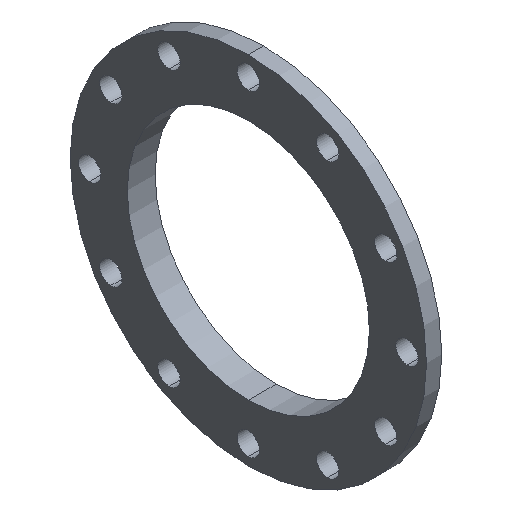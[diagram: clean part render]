
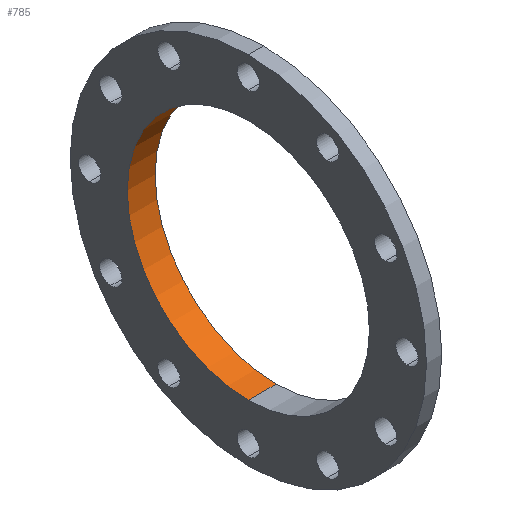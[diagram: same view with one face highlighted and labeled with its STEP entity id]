
A CAD part, isometric view. The second image highlights one B-rep face of the part: STEP entity #785.
In plain terms, the highlighted cylindrical face has radius 138.113 mm (diameter 276.225 mm), a partial arc.
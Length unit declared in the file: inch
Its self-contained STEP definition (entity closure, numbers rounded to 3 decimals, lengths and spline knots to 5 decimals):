
#81 = ORIENTED_EDGE ( 'NONE', *, *, #801, .F. ) ;
#91 = AXIS2_PLACEMENT_3D ( 'NONE', #1011, #1189, #1271 ) ;
#120 = CARTESIAN_POINT ( 'NONE',  ( 1.11236, 0., 5.4375 ) ) ;
#168 = ORIENTED_EDGE ( 'NONE', *, *, #191, .T. ) ;
#191 = EDGE_CURVE ( 'NONE', #1054, #826, #1104, .T. ) ;
#260 = EDGE_LOOP ( 'NONE', ( #1062, #81, #168, #553 ) ) ;
#287 = DIRECTION ( 'NONE',  ( -1., 0., 0. ) ) ;
#295 = CARTESIAN_POINT ( 'NONE',  ( -0.13764, 0., -5.4375 ) ) ;
#308 = CARTESIAN_POINT ( 'NONE',  ( 1.11236, 0., -5.4375 ) ) ;
#381 = CARTESIAN_POINT ( 'NONE',  ( -0.13764, 0., 0. ) ) ;
#515 = VECTOR ( 'NONE', #1249, 39.37008 ) ;
#553 = ORIENTED_EDGE ( 'NONE', *, *, #745, .T. ) ;
#589 = CIRCLE ( 'NONE', #91, 5.4375 ) ;
#596 = LINE ( 'NONE', #766, #515 ) ;
#686 = CYLINDRICAL_SURFACE ( 'NONE', #921, 5.4375 ) ;
#698 = DIRECTION ( 'NONE',  ( -1., 0., 0. ) ) ;
#745 = EDGE_CURVE ( 'NONE', #826, #777, #1181, .T. ) ;
#766 = CARTESIAN_POINT ( 'NONE',  ( 0., 0., -5.4375 ) ) ;
#777 = VERTEX_POINT ( 'NONE', #295 ) ;
#785 = ADVANCED_FACE ( 'NONE', ( #998 ), #686, .F. ) ;
#792 = AXIS2_PLACEMENT_3D ( 'NONE', #381, #287, #1064 ) ;
#801 = EDGE_CURVE ( 'NONE', #1054, #874, #589, .T. ) ;
#826 = VERTEX_POINT ( 'NONE', #1103 ) ;
#874 = VERTEX_POINT ( 'NONE', #308 ) ;
#883 = DIRECTION ( 'NONE',  ( 0., 0., 1. ) ) ;
#920 = DIRECTION ( 'NONE',  ( -1., 0., 0. ) ) ;
#921 = AXIS2_PLACEMENT_3D ( 'NONE', #1077, #698, #883 ) ;
#998 = FACE_OUTER_BOUND ( 'NONE', #260, .T. ) ;
#1007 = CARTESIAN_POINT ( 'NONE',  ( 0., 0., 5.4375 ) ) ;
#1011 = CARTESIAN_POINT ( 'NONE',  ( 1.11236, 0., 0. ) ) ;
#1054 = VERTEX_POINT ( 'NONE', #120 ) ;
#1062 = ORIENTED_EDGE ( 'NONE', *, *, #1207, .F. ) ;
#1064 = DIRECTION ( 'NONE',  ( 0., 0., 1. ) ) ;
#1077 = CARTESIAN_POINT ( 'NONE',  ( 0., 0., 0. ) ) ;
#1103 = CARTESIAN_POINT ( 'NONE',  ( -0.13764, 0., 5.4375 ) ) ;
#1104 = LINE ( 'NONE', #1007, #1106 ) ;
#1106 = VECTOR ( 'NONE', #920, 39.37008 ) ;
#1181 = CIRCLE ( 'NONE', #792, 5.4375 ) ;
#1189 = DIRECTION ( 'NONE',  ( -1., 0., 0. ) ) ;
#1207 = EDGE_CURVE ( 'NONE', #874, #777, #596, .T. ) ;
#1249 = DIRECTION ( 'NONE',  ( -1., 0., 0. ) ) ;
#1271 = DIRECTION ( 'NONE',  ( 0., 0., 1. ) ) ;
